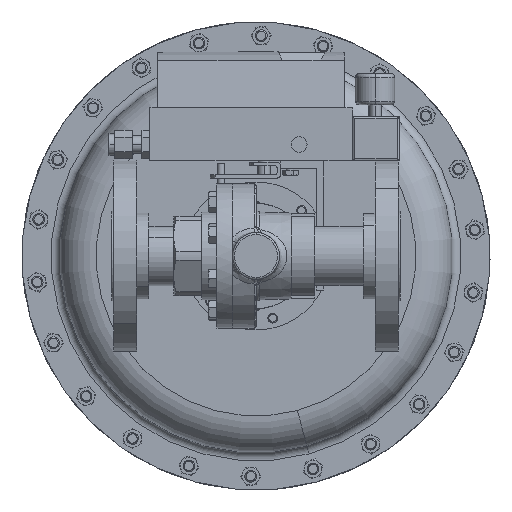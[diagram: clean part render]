
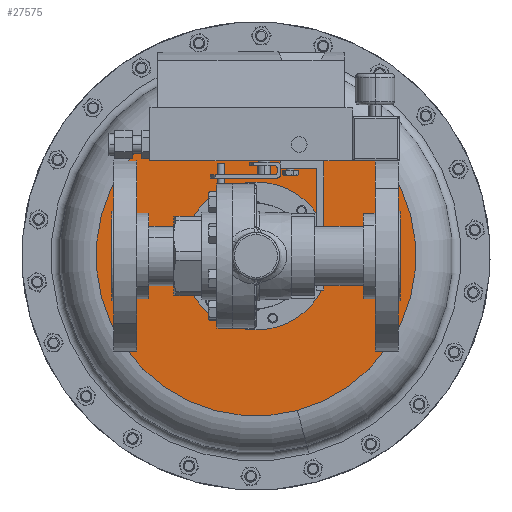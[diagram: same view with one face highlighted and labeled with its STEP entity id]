
A CAD part, front view. The second image highlights one B-rep face of the part: STEP entity #27575.
In plain terms, the highlighted planar face has unit normal (0, -1, 0).
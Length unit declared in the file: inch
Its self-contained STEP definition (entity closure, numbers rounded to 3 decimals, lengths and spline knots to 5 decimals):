
#499 = FACE_OUTER_BOUND ( 'NONE', #23974, .T. ) ;
#1510 = CARTESIAN_POINT ( 'NONE',  ( 4.95037, 7.2525, 1.32645 ) ) ;
#1671 = AXIS2_PLACEMENT_3D ( 'NONE', #26348, #5380, #29856 ) ;
#1883 = CARTESIAN_POINT ( 'NONE',  ( 0., 7.2525, 0. ) ) ;
#2897 = CARTESIAN_POINT ( 'NONE',  ( 1.32645, 7.2525, -4.95037 ) ) ;
#4571 = EDGE_LOOP ( 'NONE', ( #35493, #12144 ) ) ;
#4819 = EDGE_CURVE ( 'NONE', #24353, #11576, #37430, .T. ) ;
#4943 = AXIS2_PLACEMENT_3D ( 'NONE', #5681, #30171, #9209 ) ;
#5380 = DIRECTION ( 'NONE',  ( 0., 1., 0. ) ) ;
#5397 = DIRECTION ( 'NONE',  ( -0.259, 0., 0.966 ) ) ;
#5681 = CARTESIAN_POINT ( 'NONE',  ( 0., 7.2525, 0. ) ) ;
#6868 = VERTEX_POINT ( 'NONE', #7014 ) ;
#7014 = CARTESIAN_POINT ( 'NONE',  ( -1.32645, 7.2525, 4.95037 ) ) ;
#9209 = DIRECTION ( 'NONE',  ( -0.259, 0., 0.966 ) ) ;
#11576 = VERTEX_POINT ( 'NONE', #37186 ) ;
#11786 = CIRCLE ( 'NONE', #17188, 5.125 ) ;
#12089 = PLANE ( 'NONE',  #35210 ) ;
#12144 = ORIENTED_EDGE ( 'NONE', *, *, #31690, .T. ) ;
#12984 = DIRECTION ( 'NONE',  ( 0., 1., 0. ) ) ;
#15604 = DIRECTION ( 'NONE',  ( 0.259, 0., -0.966 ) ) ;
#17188 = AXIS2_PLACEMENT_3D ( 'NONE', #1883, #26364, #5397 ) ;
#23584 = CARTESIAN_POINT ( 'NONE',  ( -1.67938, 7.2525, 1.67938 ) ) ;
#23974 = EDGE_LOOP ( 'NONE', ( #42182, #34798 ) ) ;
#24263 = EDGE_CURVE ( 'NONE', #6868, #27276, #31197, .T. ) ;
#24353 = VERTEX_POINT ( 'NONE', #23584 ) ;
#26348 = CARTESIAN_POINT ( 'NONE',  ( 0., 7.2525, 0. ) ) ;
#26364 = DIRECTION ( 'NONE',  ( 0., 1., 0. ) ) ;
#27276 = VERTEX_POINT ( 'NONE', #2897 ) ;
#27299 = FACE_BOUND ( 'NONE', #4571, .T. ) ;
#27575 = ADVANCED_FACE ( 'NONE', ( #499, #27299 ), #12089, .T. ) ;
#29856 = DIRECTION ( 'NONE',  ( 0.707, 0., -0.707 ) ) ;
#30171 = DIRECTION ( 'NONE',  ( 0., 1., 0. ) ) ;
#31197 = CIRCLE ( 'NONE', #4943, 5.125 ) ;
#31690 = EDGE_CURVE ( 'NONE', #11576, #24353, #32599, .T. ) ;
#32599 = CIRCLE ( 'NONE', #39199, 2.375 ) ;
#33907 = CARTESIAN_POINT ( 'NONE',  ( 0., 7.2525, 0. ) ) ;
#34798 = ORIENTED_EDGE ( 'NONE', *, *, #42413, .F. ) ;
#35210 = AXIS2_PLACEMENT_3D ( 'NONE', #1510, #36519, #15604 ) ;
#35493 = ORIENTED_EDGE ( 'NONE', *, *, #4819, .T. ) ;
#36519 = DIRECTION ( 'NONE',  ( 0., -1., 0. ) ) ;
#37186 = CARTESIAN_POINT ( 'NONE',  ( 1.67938, 7.2525, -1.67938 ) ) ;
#37428 = DIRECTION ( 'NONE',  ( 0.707, 0., -0.707 ) ) ;
#37430 = CIRCLE ( 'NONE', #1671, 2.375 ) ;
#39199 = AXIS2_PLACEMENT_3D ( 'NONE', #33907, #12984, #37428 ) ;
#42182 = ORIENTED_EDGE ( 'NONE', *, *, #24263, .F. ) ;
#42413 = EDGE_CURVE ( 'NONE', #27276, #6868, #11786, .T. ) ;
